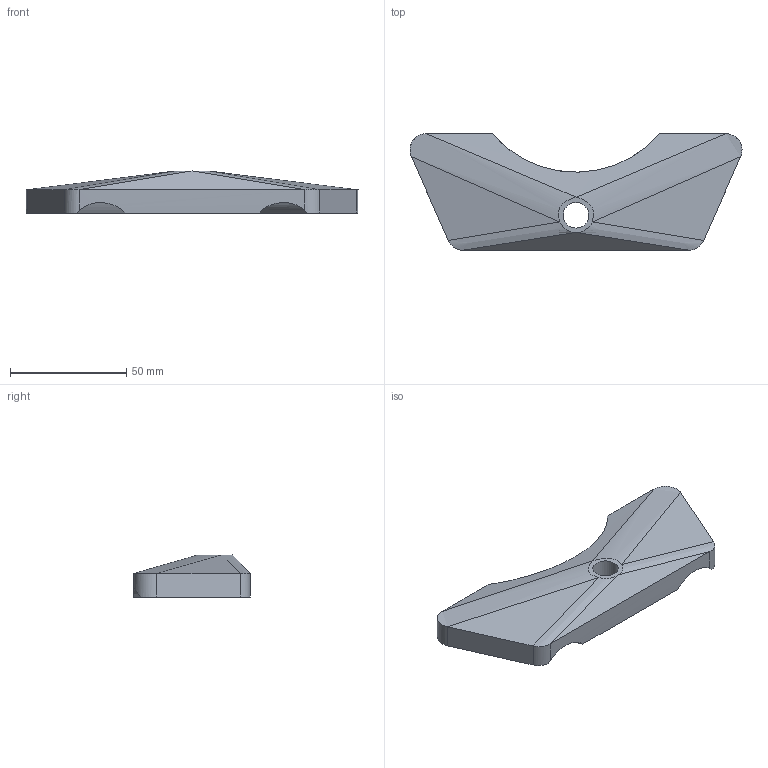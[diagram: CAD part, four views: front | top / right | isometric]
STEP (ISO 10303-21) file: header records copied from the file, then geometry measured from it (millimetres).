
FILE_DESCRIPTION(/* description */ ('1c Candidate Release - unversioned'),/* implementation_level */ '2;1');
FILE_NAME(/* name */ 'kickstand1c.step',/* time_stamp */ '2024-02-17T08:52:02-05:00',/* author */ ('F. Pascal Girard'),/* organization */ (''),/* preprocessor_version */ 'ST-DEVELOPER v20',/* originating_system */ 'Autodesk Translation Framework v12.20.1.177',/* authorisation */ '');
FILE_SCHEMA (('AUTOMOTIVE_DESIGN { 1 0 10303 214 3 1 1 }'));
Length unit declared in the file: millimetre
Products named in the file (1): kickstand1c
Bounding box: 142.53 x 50 x 18.05 mm (x, y, z)
Volume: 66072.9 mm3; surface area: 15587.6 mm2
Topology: 1 solids, 1 shells, 25 faces, 59 edges, 36 vertices
Faces by surface type: plane 13, cylinder 8, cone 4
Full cylindrical faces by diameter (mm): 11 x1
Entity records: 871 total; most frequent: CARTESIAN_POINT 284, ORIENTED_EDGE 118, DIRECTION 109, EDGE_CURVE 59, AXIS2_PLACEMENT_3D 40, VERTEX_POINT 36, LINE 29, VECTOR 29
